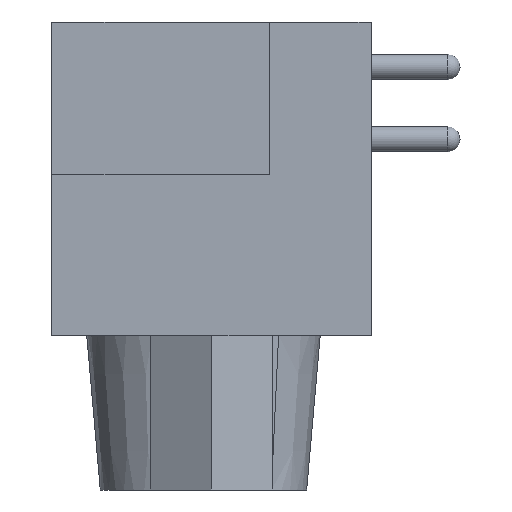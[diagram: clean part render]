
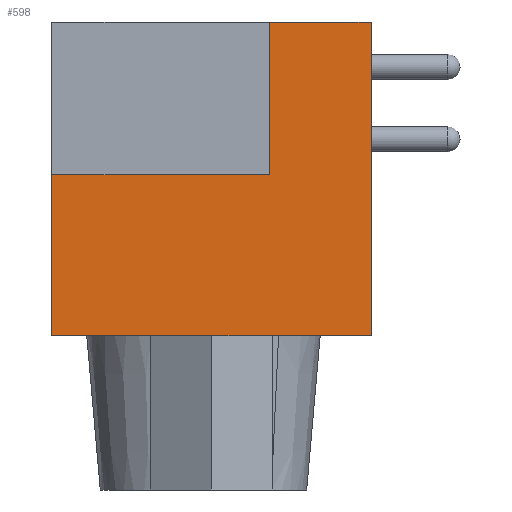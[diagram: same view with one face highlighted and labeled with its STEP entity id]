
A CAD part, left-side view. The second image highlights one B-rep face of the part: STEP entity #598.
In plain terms, the highlighted planar face has unit normal (-1, 0, 0).
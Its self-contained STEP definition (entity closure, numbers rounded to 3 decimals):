
#598=ADVANCED_FACE('',(#1796),#1798,.F.);
#1796=FACE_BOUND('',#1797,.T.);
#1797=EDGE_LOOP('',(#2529,#2530,#2531,#2532,#2533,#2534));
#1798=PLANE('',#1799);
#1799=AXIS2_PLACEMENT_3D('',#1800,#1801,#1802);
#1800=CARTESIAN_POINT('',(-10.16,12.55,-10.56));
#1801=DIRECTION('',(1.,0.,0.));
#1802=DIRECTION('',(0.,0.,-1.));
#2529=ORIENTED_EDGE('',*,*,#2919,.F.);
#2530=ORIENTED_EDGE('',*,*,#2920,.T.);
#2531=ORIENTED_EDGE('',*,*,#2895,.F.);
#2532=ORIENTED_EDGE('',*,*,#2898,.T.);
#2533=ORIENTED_EDGE('',*,*,#2868,.T.);
#2534=ORIENTED_EDGE('',*,*,#2889,.F.);
#2868=EDGE_CURVE('',#3193,#3194,#3195,.T.);
#2889=EDGE_CURVE('',#3232,#3194,#3234,.T.);
#2895=EDGE_CURVE('',#3240,#3242,#3243,.T.);
#2898=EDGE_CURVE('',#3240,#3193,#3247,.T.);
#2919=EDGE_CURVE('',#3288,#3232,#3289,.T.);
#2920=EDGE_CURVE('',#3288,#3242,#3290,.T.);
#3193=VERTEX_POINT('',#5333);
#3194=VERTEX_POINT('',#5334);
#3195=LINE('',#5335,#5336);
#3232=VERTEX_POINT('',#5412);
#3234=LINE('',#5416,#5417);
#3240=VERTEX_POINT('',#5432);
#3242=VERTEX_POINT('',#5436);
#3243=LINE('',#5437,#5438);
#3247=LINE('',#5447,#5448);
#3288=VERTEX_POINT('',#5534);
#3289=LINE('',#5535,#5536);
#3290=LINE('',#5538,#5539);
#5333=CARTESIAN_POINT('',(-10.16,0.,-10.56));
#5334=CARTESIAN_POINT('',(-10.16,0.,1.77));
#5335=CARTESIAN_POINT('',(-10.16,0.,-10.56));
#5336=VECTOR('',#5337,1.);
#5337=DIRECTION('',(0.,0.,1.));
#5412=CARTESIAN_POINT('',(-10.16,4.,1.77));
#5416=CARTESIAN_POINT('',(-10.16,4.,1.77));
#5417=VECTOR('',#5418,1.);
#5418=DIRECTION('',(0.,-1.,0.));
#5432=CARTESIAN_POINT('',(-10.16,12.55,-10.56));
#5436=CARTESIAN_POINT('',(-10.16,12.55,-4.23));
#5437=CARTESIAN_POINT('',(-10.16,12.55,-10.56));
#5438=VECTOR('',#5439,1.);
#5439=DIRECTION('',(0.,0.,1.));
#5447=CARTESIAN_POINT('',(-10.16,12.55,-10.56));
#5448=VECTOR('',#5449,1.);
#5449=DIRECTION('',(0.,-1.,0.));
#5534=CARTESIAN_POINT('',(-10.16,4.,-4.23));
#5535=CARTESIAN_POINT('',(-10.16,4.,-4.23));
#5536=VECTOR('',#5537,1.);
#5537=DIRECTION('',(0.,0.,1.));
#5538=CARTESIAN_POINT('',(-10.16,4.,-4.23));
#5539=VECTOR('',#5540,1.);
#5540=DIRECTION('',(0.,1.,0.));
